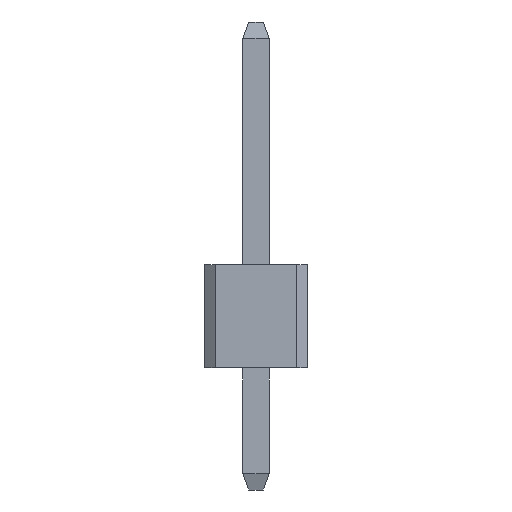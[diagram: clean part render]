
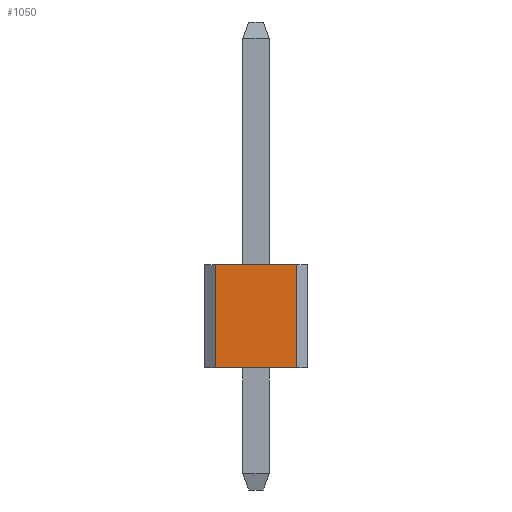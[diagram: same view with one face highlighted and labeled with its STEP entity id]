
A CAD part, front view. The second image highlights one B-rep face of the part: STEP entity #1050.
In plain terms, the highlighted planar face has unit normal (0, -1, 0).
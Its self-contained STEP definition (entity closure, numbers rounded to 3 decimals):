
#11 = AXIS2_PLACEMENT_3D ( 'NONE', #530, #1001, #793 ) ;
#17 = VERTEX_POINT ( 'NONE', #611 ) ;
#36 = VECTOR ( 'NONE', #1250, 1000. ) ;
#305 = CARTESIAN_POINT ( 'NONE',  ( -1., -1.27, 5.54 ) ) ;
#341 = EDGE_CURVE ( 'NONE', #1365, #17, #905, .T. ) ;
#349 = DIRECTION ( 'NONE',  ( 0., 0., -1. ) ) ;
#432 = ORIENTED_EDGE ( 'NONE', *, *, #341, .F. ) ;
#526 = LINE ( 'NONE', #1254, #946 ) ;
#530 = CARTESIAN_POINT ( 'NONE',  ( -1., -1.27, 5.54 ) ) ;
#562 = EDGE_CURVE ( 'NONE', #936, #1076, #836, .T. ) ;
#586 = VECTOR ( 'NONE', #724, 1000. ) ;
#611 = CARTESIAN_POINT ( 'NONE',  ( -1., -1.27, 3. ) ) ;
#724 = DIRECTION ( 'NONE',  ( -1., 0., 0. ) ) ;
#788 = ORIENTED_EDGE ( 'NONE', *, *, #820, .T. ) ;
#793 = DIRECTION ( 'NONE',  ( 0., 0., -1. ) ) ;
#808 = FACE_OUTER_BOUND ( 'NONE', #1061, .T. ) ;
#820 = EDGE_CURVE ( 'NONE', #1076, #17, #526, .T. ) ;
#836 = LINE ( 'NONE', #1223, #586 ) ;
#875 = VECTOR ( 'NONE', #349, 1000. ) ;
#905 = LINE ( 'NONE', #1389, #36 ) ;
#918 = DIRECTION ( 'NONE',  ( 0., 0., -1. ) ) ;
#936 = VERTEX_POINT ( 'NONE', #1178 ) ;
#946 = VECTOR ( 'NONE', #918, 1000. ) ;
#954 = CARTESIAN_POINT ( 'NONE',  ( 1., -1.27, 5.54 ) ) ;
#1001 = DIRECTION ( 'NONE',  ( 0., -1., 0. ) ) ;
#1025 = CARTESIAN_POINT ( 'NONE',  ( 1., -1.27, 3. ) ) ;
#1050 = ADVANCED_FACE ( 'NONE', ( #808 ), #1278, .T. ) ;
#1061 = EDGE_LOOP ( 'NONE', ( #432, #1415, #1431, #788 ) ) ;
#1076 = VERTEX_POINT ( 'NONE', #305 ) ;
#1093 = LINE ( 'NONE', #954, #875 ) ;
#1178 = CARTESIAN_POINT ( 'NONE',  ( 1., -1.27, 5.54 ) ) ;
#1194 = EDGE_CURVE ( 'NONE', #936, #1365, #1093, .T. ) ;
#1223 = CARTESIAN_POINT ( 'NONE',  ( -1., -1.27, 5.54 ) ) ;
#1250 = DIRECTION ( 'NONE',  ( -1., 0., 0. ) ) ;
#1254 = CARTESIAN_POINT ( 'NONE',  ( -1., -1.27, 5.54 ) ) ;
#1278 = PLANE ( 'NONE',  #11 ) ;
#1365 = VERTEX_POINT ( 'NONE', #1025 ) ;
#1389 = CARTESIAN_POINT ( 'NONE',  ( -1., -1.27, 3. ) ) ;
#1415 = ORIENTED_EDGE ( 'NONE', *, *, #1194, .F. ) ;
#1431 = ORIENTED_EDGE ( 'NONE', *, *, #562, .T. ) ;
